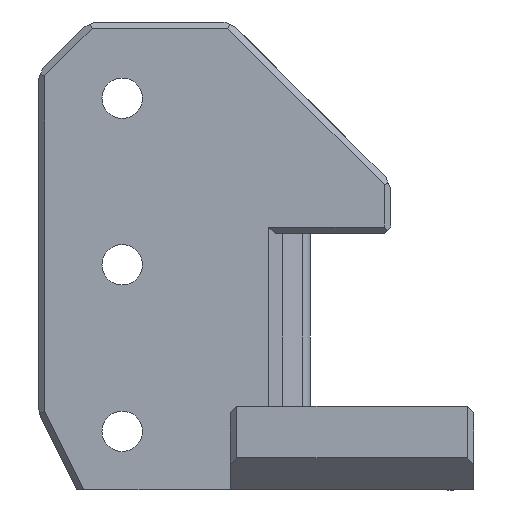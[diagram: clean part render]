
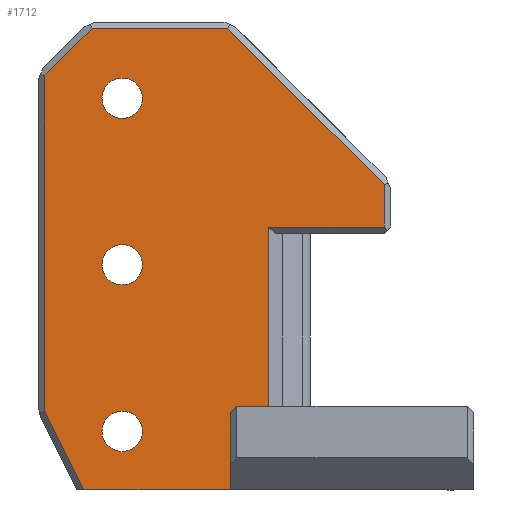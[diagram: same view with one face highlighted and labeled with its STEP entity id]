
A CAD part, left-side view. The second image highlights one B-rep face of the part: STEP entity #1712.
In plain terms, the highlighted planar face has unit normal (-1, 0, 0).
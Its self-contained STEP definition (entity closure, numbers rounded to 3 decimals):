
#32=FACE_BOUND('',#237,.T.);
#33=FACE_BOUND('',#238,.T.);
#34=FACE_BOUND('',#239,.T.);
#52=PLANE('',#1838);
#137=FACE_OUTER_BOUND('',#236,.T.);
#236=EDGE_LOOP('',(#1228,#1229,#1230,#1231,#1232,#1233,#1234,#1235,#1236,
#1237,#1238,#1239));
#237=EDGE_LOOP('',(#1240));
#238=EDGE_LOOP('',(#1241));
#239=EDGE_LOOP('',(#1242));
#357=LINE('',#2515,#561);
#358=LINE('',#2517,#562);
#359=LINE('',#2519,#563);
#360=LINE('',#2521,#564);
#361=LINE('',#2523,#565);
#362=LINE('',#2525,#566);
#363=LINE('',#2527,#567);
#364=LINE('',#2529,#568);
#365=LINE('',#2531,#569);
#366=LINE('',#2533,#570);
#367=LINE('',#2535,#571);
#368=LINE('',#2536,#572);
#561=VECTOR('',#2019,10.);
#562=VECTOR('',#2020,10.);
#563=VECTOR('',#2021,10.);
#564=VECTOR('',#2022,10.);
#565=VECTOR('',#2023,10.);
#566=VECTOR('',#2024,1000.);
#567=VECTOR('',#2025,10.);
#568=VECTOR('',#2026,10.);
#569=VECTOR('',#2027,10.);
#570=VECTOR('',#2028,10.);
#571=VECTOR('',#2029,10.);
#572=VECTOR('',#2030,10.);
#752=CIRCLE('',#1819,3.15);
#756=CIRCLE('',#1839,3.15);
#757=CIRCLE('',#1840,3.15);
#782=VERTEX_POINT('',#2458);
#804=VERTEX_POINT('',#2513);
#805=VERTEX_POINT('',#2514);
#806=VERTEX_POINT('',#2516);
#807=VERTEX_POINT('',#2518);
#808=VERTEX_POINT('',#2520);
#809=VERTEX_POINT('',#2522);
#810=VERTEX_POINT('',#2524);
#811=VERTEX_POINT('',#2526);
#812=VERTEX_POINT('',#2528);
#813=VERTEX_POINT('',#2530);
#814=VERTEX_POINT('',#2532);
#815=VERTEX_POINT('',#2534);
#816=VERTEX_POINT('',#2537);
#817=VERTEX_POINT('',#2539);
#941=EDGE_CURVE('',#782,#782,#752,.T.);
#968=EDGE_CURVE('',#804,#805,#357,.T.);
#969=EDGE_CURVE('',#804,#806,#358,.T.);
#970=EDGE_CURVE('',#806,#807,#359,.T.);
#971=EDGE_CURVE('',#808,#807,#360,.F.);
#972=EDGE_CURVE('',#808,#809,#361,.T.);
#973=EDGE_CURVE('',#809,#810,#362,.T.);
#974=EDGE_CURVE('',#811,#810,#363,.T.);
#975=EDGE_CURVE('',#812,#811,#364,.T.);
#976=EDGE_CURVE('',#813,#812,#365,.T.);
#977=EDGE_CURVE('',#814,#813,#366,.T.);
#978=EDGE_CURVE('',#815,#814,#367,.T.);
#979=EDGE_CURVE('',#805,#815,#368,.T.);
#980=EDGE_CURVE('',#816,#816,#756,.T.);
#981=EDGE_CURVE('',#817,#817,#757,.T.);
#1228=ORIENTED_EDGE('',*,*,#968,.F.);
#1229=ORIENTED_EDGE('',*,*,#969,.T.);
#1230=ORIENTED_EDGE('',*,*,#970,.T.);
#1231=ORIENTED_EDGE('',*,*,#971,.F.);
#1232=ORIENTED_EDGE('',*,*,#972,.T.);
#1233=ORIENTED_EDGE('',*,*,#973,.T.);
#1234=ORIENTED_EDGE('',*,*,#974,.F.);
#1235=ORIENTED_EDGE('',*,*,#975,.F.);
#1236=ORIENTED_EDGE('',*,*,#976,.F.);
#1237=ORIENTED_EDGE('',*,*,#977,.F.);
#1238=ORIENTED_EDGE('',*,*,#978,.F.);
#1239=ORIENTED_EDGE('',*,*,#979,.F.);
#1240=ORIENTED_EDGE('',*,*,#980,.F.);
#1241=ORIENTED_EDGE('',*,*,#981,.F.);
#1242=ORIENTED_EDGE('',*,*,#941,.F.);
#1712=ADVANCED_FACE('',(#137,#32,#33,#34),#52,.T.);
#1819=AXIS2_PLACEMENT_3D('',#2459,#1966,#1967);
#1838=AXIS2_PLACEMENT_3D('',#2512,#2017,#2018);
#1839=AXIS2_PLACEMENT_3D('',#2538,#2031,#2032);
#1840=AXIS2_PLACEMENT_3D('',#2540,#2033,#2034);
#1966=DIRECTION('center_axis',(-1.,0.,0.));
#1967=DIRECTION('ref_axis',(0.,1.,0.));
#2017=DIRECTION('center_axis',(-1.,0.,0.));
#2018=DIRECTION('ref_axis',(0.,0.,1.));
#2019=DIRECTION('',(0.,0.447,0.894));
#2020=DIRECTION('',(0.,-1.,0.));
#2021=DIRECTION('',(0.,0.,1.));
#2022=DIRECTION('',(0.,-0.707,0.707));
#2023=DIRECTION('',(0.,-1.,0.));
#2024=DIRECTION('',(0.,0.,1.));
#2025=DIRECTION('',(0.,1.,0.));
#2026=DIRECTION('',(0.,0.,-1.));
#2027=DIRECTION('',(0.,-0.707,-0.707));
#2028=DIRECTION('',(0.,-1.,0.));
#2029=DIRECTION('',(0.,-0.707,0.707));
#2030=DIRECTION('',(0.,0.,1.));
#2031=DIRECTION('center_axis',(-1.,0.,0.));
#2032=DIRECTION('ref_axis',(0.,1.,0.));
#2033=DIRECTION('center_axis',(-1.,0.,0.));
#2034=DIRECTION('ref_axis',(0.,1.,0.));
#2458=CARTESIAN_POINT('',(0.,11.745,-3.9));
#2459=CARTESIAN_POINT('Origin',(0.,14.895,-3.9));
#2512=CARTESIAN_POINT('Origin',(0.,-7.5,27.));
#2513=CARTESIAN_POINT('',(0.,20.882,-13.05));
#2514=CARTESIAN_POINT('',(0.,27.,-0.814));
#2515=CARTESIAN_POINT('',(0.,27.666,0.517));
#2516=CARTESIAN_POINT('',(0.,-2.,-13.05));
#2517=CARTESIAN_POINT('',(0.,-5.466,-13.05));
#2518=CARTESIAN_POINT('',(0.,-2.,-1.));
#2519=CARTESIAN_POINT('',(0.,-2.,12.));
#2520=CARTESIAN_POINT('',(0.,-3.,0.));
#2521=CARTESIAN_POINT('',(0.,-10.625,7.625));
#2522=CARTESIAN_POINT('',(0.,-8.,0.));
#2523=CARTESIAN_POINT('',(0.,-6.25,0.));
#2524=CARTESIAN_POINT('',(0.,-8.,28.));
#2525=CARTESIAN_POINT('',(0.,-8.,27.));
#2526=CARTESIAN_POINT('',(0.,-26.,28.));
#2527=CARTESIAN_POINT('',(0.,-10.5,28.));
#2528=CARTESIAN_POINT('',(0.,-26.,34.586));
#2529=CARTESIAN_POINT('',(0.,-26.,28.5));
#2530=CARTESIAN_POINT('',(0.,-1.586,59.));
#2531=CARTESIAN_POINT('',(0.,-17.168,43.418));
#2532=CARTESIAN_POINT('',(0.,19.586,59.));
#2533=CARTESIAN_POINT('',(0.,-1.798,59.));
#2534=CARTESIAN_POINT('',(0.,27.,51.586));
#2535=CARTESIAN_POINT('',(0.,22.668,55.918));
#2536=CARTESIAN_POINT('',(0.,27.,9.488));
#2537=CARTESIAN_POINT('',(0.,11.745,22.1));
#2538=CARTESIAN_POINT('Origin',(0.,14.895,22.1));
#2539=CARTESIAN_POINT('',(0.,11.745,48.1));
#2540=CARTESIAN_POINT('Origin',(0.,14.895,48.1));
